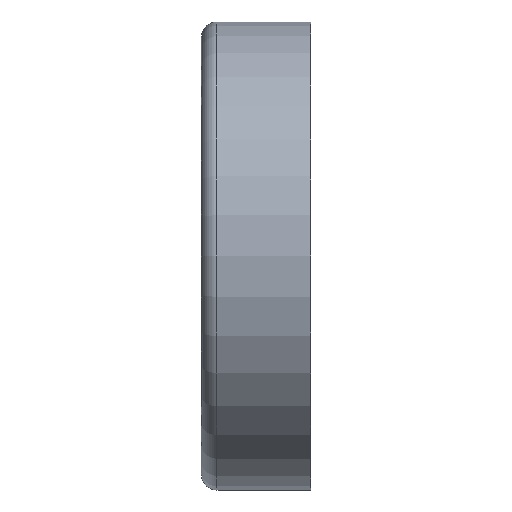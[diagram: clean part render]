
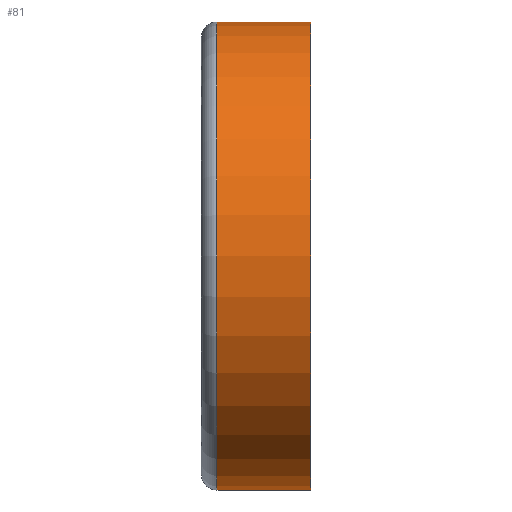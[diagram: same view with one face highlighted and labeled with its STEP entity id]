
A CAD part, front view. The second image highlights one B-rep face of the part: STEP entity #81.
In plain terms, the highlighted cylindrical face has radius 7.5 mm (diameter 15 mm), a full revolution.
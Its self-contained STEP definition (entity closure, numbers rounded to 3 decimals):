
#16=LINE('',#155,#18);
#18=VECTOR('',#132,7.5);
#20=CYLINDRICAL_SURFACE('',#106,7.5);
#27=FACE_OUTER_BOUND('',#33,.T.);
#33=EDGE_LOOP('',(#69,#70,#71,#72,#73));
#39=CIRCLE('',#102,7.5);
#40=CIRCLE('',#103,7.5);
#42=CIRCLE('',#107,7.5);
#45=VERTEX_POINT('',#144);
#46=VERTEX_POINT('',#146);
#48=VERTEX_POINT('',#154);
#52=EDGE_CURVE('',#45,#46,#39,.T.);
#53=EDGE_CURVE('',#46,#45,#40,.T.);
#56=EDGE_CURVE('',#46,#48,#16,.T.);
#57=EDGE_CURVE('',#48,#48,#42,.T.);
#69=ORIENTED_EDGE('',*,*,#53,.F.);
#70=ORIENTED_EDGE('',*,*,#56,.T.);
#71=ORIENTED_EDGE('',*,*,#57,.F.);
#72=ORIENTED_EDGE('',*,*,#56,.F.);
#73=ORIENTED_EDGE('',*,*,#52,.F.);
#81=ADVANCED_FACE('',(#27),#20,.T.);
#102=AXIS2_PLACEMENT_3D('',#147,#121,#122);
#103=AXIS2_PLACEMENT_3D('',#148,#123,#124);
#106=AXIS2_PLACEMENT_3D('',#153,#130,#131);
#107=AXIS2_PLACEMENT_3D('',#156,#133,#134);
#121=DIRECTION('center_axis',(-1.,0.,0.));
#122=DIRECTION('ref_axis',(0.,1.,0.));
#123=DIRECTION('center_axis',(-1.,0.,0.));
#124=DIRECTION('ref_axis',(0.,1.,0.));
#130=DIRECTION('center_axis',(-1.,0.,0.));
#131=DIRECTION('ref_axis',(0.,1.,0.));
#132=DIRECTION('',(1.,0.,0.));
#133=DIRECTION('center_axis',(1.,0.,0.));
#134=DIRECTION('ref_axis',(0.,1.,0.));
#144=CARTESIAN_POINT('',(-22.,0.,29.));
#146=CARTESIAN_POINT('',(-22.,-7.5,36.5));
#147=CARTESIAN_POINT('Origin',(-22.,0.,36.5));
#148=CARTESIAN_POINT('Origin',(-22.,0.,36.5));
#153=CARTESIAN_POINT('Origin',(0.,0.,36.5));
#154=CARTESIAN_POINT('',(-19.,-7.5,36.5));
#155=CARTESIAN_POINT('',(0.,-7.5,36.5));
#156=CARTESIAN_POINT('Origin',(-19.,0.,36.5));
